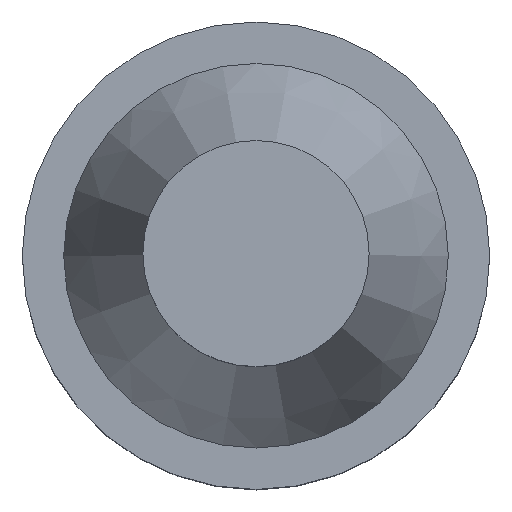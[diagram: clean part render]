
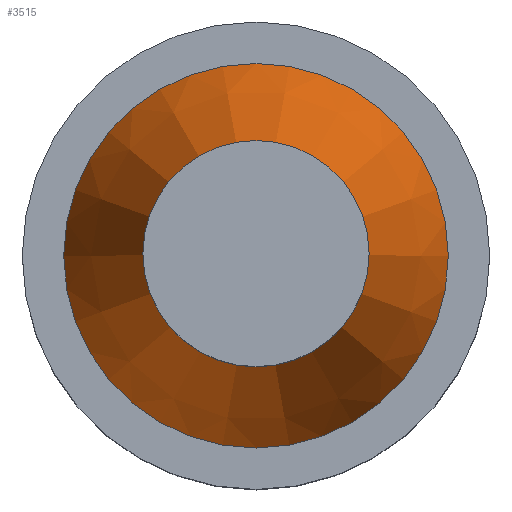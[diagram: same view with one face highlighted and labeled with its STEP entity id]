
A CAD part, top view. The second image highlights one B-rep face of the part: STEP entity #3515.
In plain terms, the highlighted conical face has half-angle 19.926 degrees and reference radius 5.5 mm.
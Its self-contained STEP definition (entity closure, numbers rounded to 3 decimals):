
#1089=FACE_BOUND($,#1538,.T.);
#1283=FACE_OUTER_BOUND($,#1537,.T.);
#1537=EDGE_LOOP($,(#3289));
#1538=EDGE_LOOP($,(#3290));
#1589=CIRCLE($,#3680,5.5);
#1590=CIRCLE($,#3682,12.75);
#1913=VERTEX_POINT($,#6311);
#1914=VERTEX_POINT($,#6314);
#2375=EDGE_CURVE($,#1913,#1913,#1589,.T.);
#2376=EDGE_CURVE($,#1914,#1914,#1590,.T.);
#3289=ORIENTED_EDGE($,*,*,#2375,.T.);
#3290=ORIENTED_EDGE($,*,*,#2376,.F.);
#3319=CONICAL_SURFACE($,#3681,5.5,19.926);
#3515=ADVANCED_FACE($,(#1283,#1089),#3319,.T.);
#3680=AXIS2_PLACEMENT_3D($,#6312,#4255,#4256);
#3681=AXIS2_PLACEMENT_3D($,#6313,#4257,#4258);
#3682=AXIS2_PLACEMENT_3D($,#6315,#4259,#4260);
#4255=DIRECTION('center_axis',(0.,0.,-1.));
#4256=DIRECTION('ref_axis',(-1.,0.,0.));
#4257=DIRECTION('center_axis',(0.,0.,-1.));
#4258=DIRECTION('ref_axis',(1.,0.,0.));
#4259=DIRECTION('center_axis',(0.,0.,-1.));
#4260=DIRECTION('ref_axis',(1.,0.,0.));
#6311=CARTESIAN_POINT('',(-5.5,0.,39.));
#6312=CARTESIAN_POINT('Origin',(0.,0.,39.));
#6313=CARTESIAN_POINT('Origin',(0.,0.,39.));
#6314=CARTESIAN_POINT('',(-12.75,0.,19.));
#6315=CARTESIAN_POINT('Origin',(0.,0.,19.));
